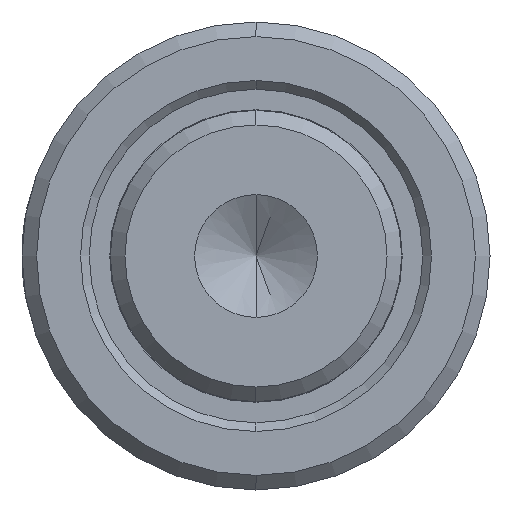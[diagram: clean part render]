
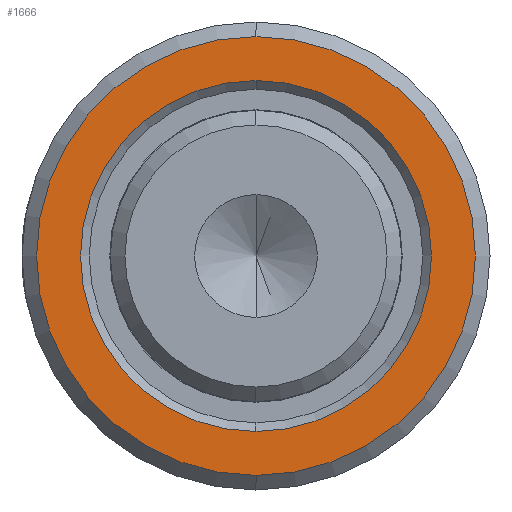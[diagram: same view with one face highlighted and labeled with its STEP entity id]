
A CAD part, left-side view. The second image highlights one B-rep face of the part: STEP entity #1666.
In plain terms, the highlighted planar face has unit normal (-1, 0, 0).
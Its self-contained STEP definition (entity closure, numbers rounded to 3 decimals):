
#34 = ORIENTED_EDGE ( 'NONE', *, *, #1056, .F. ) ;
#39 = VERTEX_POINT ( 'NONE', #679 ) ;
#49 = EDGE_CURVE ( 'NONE', #39, #1662, #1271, .T. ) ;
#63 = DIRECTION ( 'NONE',  ( -1., 0., 0. ) ) ;
#115 = DIRECTION ( 'NONE',  ( -1., 0., 0. ) ) ;
#196 = CIRCLE ( 'NONE', #1022, 7.5 ) ;
#267 = AXIS2_PLACEMENT_3D ( 'NONE', #991, #115, #1150 ) ;
#276 = ORIENTED_EDGE ( 'NONE', *, *, #1357, .T. ) ;
#453 = VERTEX_POINT ( 'NONE', #654 ) ;
#486 = CARTESIAN_POINT ( 'NONE',  ( 8., 0., -6. ) ) ;
#654 = CARTESIAN_POINT ( 'NONE',  ( 8., 0., 7.5 ) ) ;
#669 = AXIS2_PLACEMENT_3D ( 'NONE', #1718, #862, #1863 ) ;
#679 = CARTESIAN_POINT ( 'NONE',  ( 8., 0., 6. ) ) ;
#716 = AXIS2_PLACEMENT_3D ( 'NONE', #1852, #1847, #1841 ) ;
#769 = DIRECTION ( 'NONE',  ( -1., 0., 0. ) ) ;
#789 = CARTESIAN_POINT ( 'NONE',  ( 8., -5., 0. ) ) ;
#812 = ORIENTED_EDGE ( 'NONE', *, *, #1098, .T. ) ;
#862 = DIRECTION ( 'NONE',  ( -1., 0., 0. ) ) ;
#991 = CARTESIAN_POINT ( 'NONE',  ( 8., 0., 0. ) ) ;
#1022 = AXIS2_PLACEMENT_3D ( 'NONE', #1635, #769, #1772 ) ;
#1056 = EDGE_CURVE ( 'NONE', #1662, #39, #1489, .T. ) ;
#1091 = DIRECTION ( 'NONE',  ( 0., 0., 1. ) ) ;
#1098 = EDGE_CURVE ( 'NONE', #453, #1470, #1675, .T. ) ;
#1138 = EDGE_LOOP ( 'NONE', ( #276, #812 ) ) ;
#1150 = DIRECTION ( 'NONE',  ( 0., 0., 1. ) ) ;
#1234 = PLANE ( 'NONE',  #1848 ) ;
#1271 = CIRCLE ( 'NONE', #716, 6. ) ;
#1357 = EDGE_CURVE ( 'NONE', #1470, #453, #196, .T. ) ;
#1470 = VERTEX_POINT ( 'NONE', #1473 ) ;
#1473 = CARTESIAN_POINT ( 'NONE',  ( 8., 0., -7.5 ) ) ;
#1489 = CIRCLE ( 'NONE', #267, 6. ) ;
#1507 = FACE_OUTER_BOUND ( 'NONE', #1138, .T. ) ;
#1532 = EDGE_LOOP ( 'NONE', ( #1682, #34 ) ) ;
#1635 = CARTESIAN_POINT ( 'NONE',  ( 8., 0., 0. ) ) ;
#1662 = VERTEX_POINT ( 'NONE', #486 ) ;
#1666 = ADVANCED_FACE ( 'NONE', ( #1507, #1828 ), #1234, .T. ) ;
#1675 = CIRCLE ( 'NONE', #669, 7.5 ) ;
#1682 = ORIENTED_EDGE ( 'NONE', *, *, #49, .F. ) ;
#1718 = CARTESIAN_POINT ( 'NONE',  ( 8., 0., 0. ) ) ;
#1772 = DIRECTION ( 'NONE',  ( 0., 0., 1. ) ) ;
#1828 = FACE_BOUND ( 'NONE', #1532, .T. ) ;
#1841 = DIRECTION ( 'NONE',  ( 0., 0., 1. ) ) ;
#1847 = DIRECTION ( 'NONE',  ( -1., 0., 0. ) ) ;
#1848 = AXIS2_PLACEMENT_3D ( 'NONE', #789, #63, #1091 ) ;
#1852 = CARTESIAN_POINT ( 'NONE',  ( 8., 0., 0. ) ) ;
#1863 = DIRECTION ( 'NONE',  ( 0., 0., 1. ) ) ;
